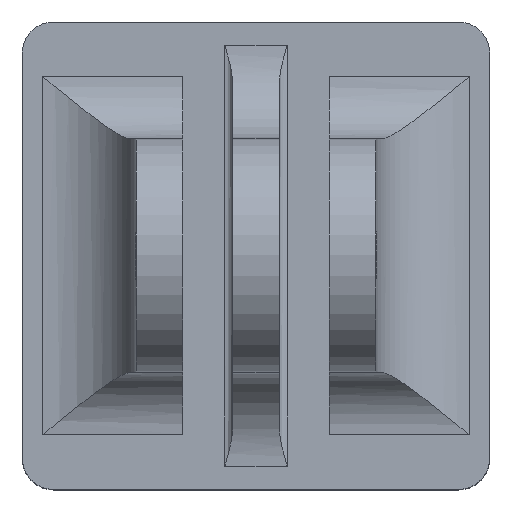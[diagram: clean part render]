
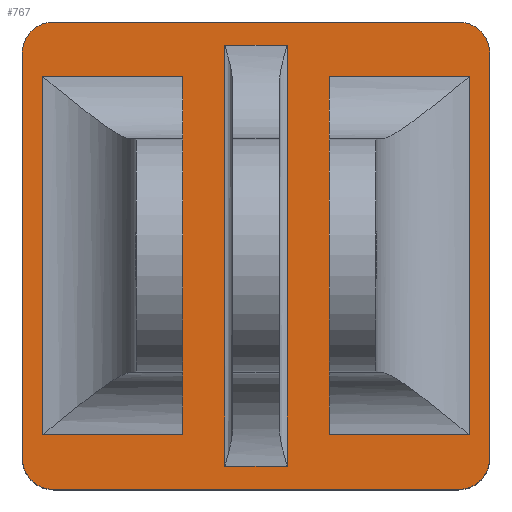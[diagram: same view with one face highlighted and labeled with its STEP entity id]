
A CAD part, top view. The second image highlights one B-rep face of the part: STEP entity #767.
In plain terms, the highlighted planar face has unit normal (0, 0, 1).
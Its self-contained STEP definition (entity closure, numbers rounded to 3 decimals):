
#19=FACE_BOUND('',#118,.T.);
#20=FACE_BOUND('',#119,.T.);
#21=FACE_BOUND('',#120,.T.);
#38=PLANE('',#849);
#73=FACE_OUTER_BOUND('',#117,.T.);
#117=EDGE_LOOP('',(#648,#649,#650,#651,#652,#653,#654,#655));
#118=EDGE_LOOP('',(#656,#657,#658,#659));
#119=EDGE_LOOP('',(#660,#661,#662,#663));
#120=EDGE_LOOP('',(#664,#665,#666,#667));
#162=CIRCLE('',#848,2.);
#163=CIRCLE('',#850,2.);
#164=CIRCLE('',#851,2.);
#165=CIRCLE('',#852,2.);
#173=LINE('',#1106,#236);
#178=LINE('',#1160,#241);
#184=LINE('',#1204,#247);
#188=LINE('',#1214,#251);
#192=LINE('',#1224,#255);
#196=LINE('',#1234,#259);
#200=LINE('',#1257,#263);
#204=LINE('',#1288,#267);
#208=LINE('',#1303,#271);
#211=LINE('',#1308,#274);
#216=LINE('',#1323,#279);
#217=LINE('',#1329,#280);
#220=LINE('',#1341,#283);
#221=LINE('',#1345,#284);
#222=LINE('',#1349,#285);
#223=LINE('',#1352,#286);
#236=VECTOR('',#874,10.);
#241=VECTOR('',#893,10.);
#247=VECTOR('',#915,10.);
#251=VECTOR('',#925,10.);
#255=VECTOR('',#935,10.);
#259=VECTOR('',#945,10.);
#263=VECTOR('',#953,10.);
#267=VECTOR('',#969,10.);
#271=VECTOR('',#985,10.);
#274=VECTOR('',#992,10.);
#279=VECTOR('',#1013,10.);
#280=VECTOR('',#1024,10.);
#283=VECTOR('',#1035,10.);
#284=VECTOR('',#1038,10.);
#285=VECTOR('',#1041,10.);
#286=VECTOR('',#1044,10.);
#309=VERTEX_POINT('',#1093);
#311=VERTEX_POINT('',#1105);
#320=VERTEX_POINT('',#1147);
#322=VERTEX_POINT('',#1159);
#332=VERTEX_POINT('',#1202);
#334=VERTEX_POINT('',#1210);
#338=VERTEX_POINT('',#1222);
#340=VERTEX_POINT('',#1230);
#343=VERTEX_POINT('',#1240);
#346=VERTEX_POINT('',#1250);
#352=VERTEX_POINT('',#1271);
#355=VERTEX_POINT('',#1281);
#365=VERTEX_POINT('',#1334);
#366=VERTEX_POINT('',#1336);
#367=VERTEX_POINT('',#1340);
#368=VERTEX_POINT('',#1342);
#369=VERTEX_POINT('',#1344);
#370=VERTEX_POINT('',#1346);
#371=VERTEX_POINT('',#1348);
#372=VERTEX_POINT('',#1350);
#384=EDGE_CURVE('',#309,#311,#173,.T.);
#397=EDGE_CURVE('',#320,#322,#178,.T.);
#411=EDGE_CURVE('',#332,#309,#184,.T.);
#416=EDGE_CURVE('',#322,#334,#188,.T.);
#421=EDGE_CURVE('',#338,#320,#192,.T.);
#426=EDGE_CURVE('',#311,#340,#196,.T.);
#432=EDGE_CURVE('',#346,#343,#200,.T.);
#442=EDGE_CURVE('',#355,#352,#204,.T.);
#450=EDGE_CURVE('',#352,#346,#208,.T.);
#453=EDGE_CURVE('',#343,#355,#211,.T.);
#461=EDGE_CURVE('',#338,#334,#216,.T.);
#463=EDGE_CURVE('',#332,#340,#217,.T.);
#466=EDGE_CURVE('',#365,#366,#162,.T.);
#468=EDGE_CURVE('',#367,#365,#220,.T.);
#469=EDGE_CURVE('',#368,#367,#163,.T.);
#470=EDGE_CURVE('',#368,#369,#221,.T.);
#471=EDGE_CURVE('',#370,#369,#164,.T.);
#472=EDGE_CURVE('',#371,#370,#222,.T.);
#473=EDGE_CURVE('',#372,#371,#165,.T.);
#474=EDGE_CURVE('',#366,#372,#223,.T.);
#648=ORIENTED_EDGE('',*,*,#466,.F.);
#649=ORIENTED_EDGE('',*,*,#468,.F.);
#650=ORIENTED_EDGE('',*,*,#469,.F.);
#651=ORIENTED_EDGE('',*,*,#470,.T.);
#652=ORIENTED_EDGE('',*,*,#471,.F.);
#653=ORIENTED_EDGE('',*,*,#472,.F.);
#654=ORIENTED_EDGE('',*,*,#473,.F.);
#655=ORIENTED_EDGE('',*,*,#474,.F.);
#656=ORIENTED_EDGE('',*,*,#411,.F.);
#657=ORIENTED_EDGE('',*,*,#463,.T.);
#658=ORIENTED_EDGE('',*,*,#426,.F.);
#659=ORIENTED_EDGE('',*,*,#384,.F.);
#660=ORIENTED_EDGE('',*,*,#421,.F.);
#661=ORIENTED_EDGE('',*,*,#461,.T.);
#662=ORIENTED_EDGE('',*,*,#416,.F.);
#663=ORIENTED_EDGE('',*,*,#397,.F.);
#664=ORIENTED_EDGE('',*,*,#450,.F.);
#665=ORIENTED_EDGE('',*,*,#442,.F.);
#666=ORIENTED_EDGE('',*,*,#453,.F.);
#667=ORIENTED_EDGE('',*,*,#432,.F.);
#767=ADVANCED_FACE('',(#73,#19,#20,#21),#38,.T.);
#848=AXIS2_PLACEMENT_3D('',#1337,#1030,#1031);
#849=AXIS2_PLACEMENT_3D('',#1339,#1033,#1034);
#850=AXIS2_PLACEMENT_3D('',#1343,#1036,#1037);
#851=AXIS2_PLACEMENT_3D('',#1347,#1039,#1040);
#852=AXIS2_PLACEMENT_3D('',#1351,#1042,#1043);
#874=DIRECTION('',(0.,-1.,0.));
#893=DIRECTION('',(0.,1.,0.));
#915=DIRECTION('',(-1.,0.,0.));
#925=DIRECTION('',(-1.,0.,0.));
#935=DIRECTION('',(1.,0.,0.));
#945=DIRECTION('',(1.,0.,0.));
#953=DIRECTION('',(0.,-1.,0.));
#969=DIRECTION('',(0.,1.,0.));
#985=DIRECTION('',(-1.,0.,0.));
#992=DIRECTION('',(1.,0.,0.));
#1013=DIRECTION('',(0.,1.,0.));
#1024=DIRECTION('',(0.,-1.,0.));
#1030=DIRECTION('center_axis',(0.,0.,-1.));
#1031=DIRECTION('ref_axis',(0.707,-0.707,0.));
#1033=DIRECTION('center_axis',(0.,0.,1.));
#1034=DIRECTION('ref_axis',(0.,1.,0.));
#1035=DIRECTION('',(0.,-1.,0.));
#1036=DIRECTION('center_axis',(0.,0.,-1.));
#1037=DIRECTION('ref_axis',(0.707,0.707,0.));
#1038=DIRECTION('',(-1.,0.,0.));
#1039=DIRECTION('center_axis',(0.,0.,-1.));
#1040=DIRECTION('ref_axis',(-0.707,0.707,0.));
#1041=DIRECTION('',(0.,1.,0.));
#1042=DIRECTION('center_axis',(0.,0.,-1.));
#1043=DIRECTION('ref_axis',(-0.707,-0.707,0.));
#1044=DIRECTION('',(-1.,0.,0.));
#1093=CARTESIAN_POINT('',(-28.7,11.5,15.));
#1105=CARTESIAN_POINT('',(-28.7,-11.5,15.));
#1106=CARTESIAN_POINT('',(-28.7,-3.75,15.));
#1147=CARTESIAN_POINT('',(-1.3,-11.5,15.));
#1159=CARTESIAN_POINT('',(-1.3,11.5,15.));
#1160=CARTESIAN_POINT('',(-1.3,-11.25,15.));
#1202=CARTESIAN_POINT('',(-19.7,11.5,15.));
#1204=CARTESIAN_POINT('',(-9.85,11.5,15.));
#1210=CARTESIAN_POINT('',(-10.3,11.5,15.));
#1214=CARTESIAN_POINT('',(-3.65,11.5,15.));
#1222=CARTESIAN_POINT('',(-10.3,-11.5,15.));
#1224=CARTESIAN_POINT('',(-5.15,-11.5,15.));
#1230=CARTESIAN_POINT('',(-19.7,-11.5,15.));
#1234=CARTESIAN_POINT('',(-11.35,-11.5,15.));
#1240=CARTESIAN_POINT('',(-17.,-13.5,15.));
#1250=CARTESIAN_POINT('',(-17.,13.5,15.));
#1257=CARTESIAN_POINT('',(-17.,-3.75,15.));
#1271=CARTESIAN_POINT('',(-13.,13.5,15.));
#1281=CARTESIAN_POINT('',(-13.,-13.5,15.));
#1288=CARTESIAN_POINT('',(-13.,-11.25,15.));
#1303=CARTESIAN_POINT('',(-6.75,13.5,15.));
#1308=CARTESIAN_POINT('',(-8.25,-13.5,15.));
#1323=CARTESIAN_POINT('',(-10.3,-3.75,15.));
#1329=CARTESIAN_POINT('',(-19.7,-11.25,15.));
#1334=CARTESIAN_POINT('',(0.,-13.,15.));
#1336=CARTESIAN_POINT('',(-2.,-15.,15.));
#1337=CARTESIAN_POINT('Origin',(-2.,-13.,15.));
#1339=CARTESIAN_POINT('Origin',(0.,-15.,15.));
#1340=CARTESIAN_POINT('',(0.,13.,15.));
#1341=CARTESIAN_POINT('',(0.,15.,15.));
#1342=CARTESIAN_POINT('',(-2.,15.,15.));
#1343=CARTESIAN_POINT('Origin',(-2.,13.,15.));
#1344=CARTESIAN_POINT('',(-28.,15.,15.));
#1345=CARTESIAN_POINT('',(0.,15.,15.));
#1346=CARTESIAN_POINT('',(-30.,13.,15.));
#1347=CARTESIAN_POINT('Origin',(-28.,13.,15.));
#1348=CARTESIAN_POINT('',(-30.,-13.,15.));
#1349=CARTESIAN_POINT('',(-30.,15.,15.));
#1350=CARTESIAN_POINT('',(-28.,-15.,15.));
#1351=CARTESIAN_POINT('Origin',(-28.,-13.,15.));
#1352=CARTESIAN_POINT('',(0.,-15.,15.));
